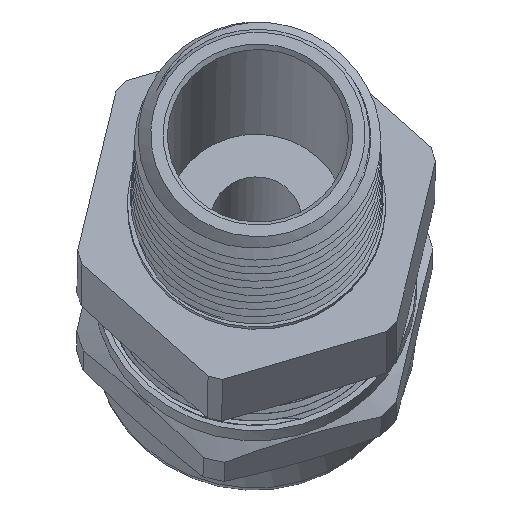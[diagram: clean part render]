
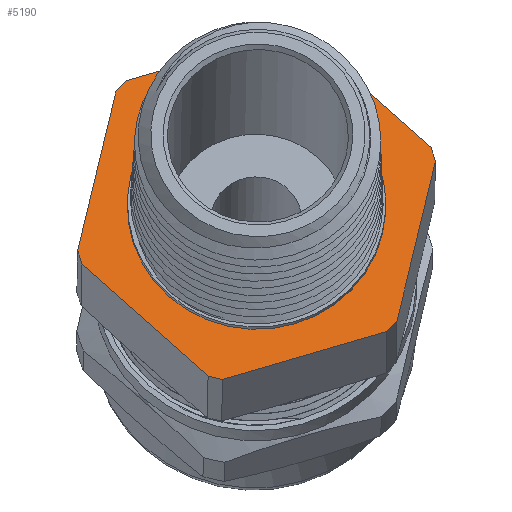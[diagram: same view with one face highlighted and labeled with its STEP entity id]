
A CAD part, left-side view. The second image highlights one B-rep face of the part: STEP entity #5190.
In plain terms, the highlighted face is planar.
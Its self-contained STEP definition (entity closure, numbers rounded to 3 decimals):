
#182=FACE_BOUND('',#1088,.T.);
#474=CIRCLE('',#5907,8.68);
#774=FACE_OUTER_BOUND('',#1087,.T.);
#1087=EDGE_LOOP('',(#4584,#4585,#4586,#4587,#4588,#4589,#4590,#4591,#4592,
#4593,#4594,#4595));
#1088=EDGE_LOOP('',(#4596));
#1479=LINE('',#12137,#1661);
#1481=LINE('',#12144,#1663);
#1483=LINE('',#12154,#1665);
#1485=LINE('',#12161,#1667);
#1487=LINE('',#12171,#1669);
#1489=LINE('',#12178,#1671);
#1492=LINE('',#12194,#1674);
#1494=LINE('',#12207,#1676);
#1497=LINE('',#12221,#1679);
#1499=LINE('',#12225,#1681);
#1500=LINE('',#12228,#1682);
#1501=LINE('',#12231,#1683);
#1661=VECTOR('',#7342,10.);
#1663=VECTOR('',#7346,10.);
#1665=VECTOR('',#7352,10.);
#1667=VECTOR('',#7356,10.);
#1669=VECTOR('',#7362,10.);
#1671=VECTOR('',#7366,10.);
#1674=VECTOR('',#7371,10.);
#1676=VECTOR('',#7375,10.);
#1679=VECTOR('',#7380,10.);
#1681=VECTOR('',#7386,10.);
#1682=VECTOR('',#7391,10.);
#1683=VECTOR('',#7396,10.);
#2287=VERTEX_POINT('',#12134);
#2288=VERTEX_POINT('',#12136);
#2289=VERTEX_POINT('',#12143);
#2292=VERTEX_POINT('',#12153);
#2293=VERTEX_POINT('',#12160);
#2296=VERTEX_POINT('',#12170);
#2297=VERTEX_POINT('',#12177);
#2300=VERTEX_POINT('',#12192);
#2303=VERTEX_POINT('',#12204);
#2304=VERTEX_POINT('',#12206);
#2307=VERTEX_POINT('',#12218);
#2308=VERTEX_POINT('',#12220);
#2309=VERTEX_POINT('',#12239);
#3045=EDGE_CURVE('',#2288,#2287,#1479,.T.);
#3048=EDGE_CURVE('',#2289,#2288,#1481,.T.);
#3052=EDGE_CURVE('',#2292,#2289,#1483,.T.);
#3055=EDGE_CURVE('',#2293,#2292,#1485,.T.);
#3059=EDGE_CURVE('',#2296,#2293,#1487,.T.);
#3062=EDGE_CURVE('',#2297,#2296,#1489,.T.);
#3068=EDGE_CURVE('',#2287,#2300,#1492,.T.);
#3072=EDGE_CURVE('',#2304,#2303,#1494,.T.);
#3077=EDGE_CURVE('',#2308,#2307,#1497,.T.);
#3080=EDGE_CURVE('',#2307,#2297,#1499,.T.);
#3082=EDGE_CURVE('',#2303,#2308,#1500,.T.);
#3084=EDGE_CURVE('',#2300,#2304,#1501,.T.);
#3085=EDGE_CURVE('',#2309,#2309,#474,.T.);
#4584=ORIENTED_EDGE('',*,*,#3059,.T.);
#4585=ORIENTED_EDGE('',*,*,#3055,.T.);
#4586=ORIENTED_EDGE('',*,*,#3052,.T.);
#4587=ORIENTED_EDGE('',*,*,#3048,.T.);
#4588=ORIENTED_EDGE('',*,*,#3045,.T.);
#4589=ORIENTED_EDGE('',*,*,#3068,.T.);
#4590=ORIENTED_EDGE('',*,*,#3084,.T.);
#4591=ORIENTED_EDGE('',*,*,#3072,.T.);
#4592=ORIENTED_EDGE('',*,*,#3082,.T.);
#4593=ORIENTED_EDGE('',*,*,#3077,.T.);
#4594=ORIENTED_EDGE('',*,*,#3080,.T.);
#4595=ORIENTED_EDGE('',*,*,#3062,.T.);
#4596=ORIENTED_EDGE('',*,*,#3085,.T.);
#4920=PLANE('',#5919);
#5190=ADVANCED_FACE('',(#774,#182),#4920,.T.);
#5907=AXIS2_PLACEMENT_3D('',#12240,#7411,#7412);
#5919=AXIS2_PLACEMENT_3D('',#12257,#7435,#7436);
#7342=DIRECTION('',(0.,0.,-1.));
#7346=DIRECTION('',(0.,-0.5,-0.866));
#7352=DIRECTION('',(0.,-0.866,-0.5));
#7356=DIRECTION('',(0.,-1.,0.));
#7362=DIRECTION('',(0.,-0.866,0.5));
#7366=DIRECTION('',(0.,-0.5,0.866));
#7371=DIRECTION('',(0.,0.5,-0.866));
#7375=DIRECTION('',(0.,1.,0.));
#7380=DIRECTION('',(0.,0.5,0.866));
#7386=DIRECTION('',(0.,0.,1.));
#7391=DIRECTION('',(0.,0.866,0.5));
#7396=DIRECTION('',(0.,0.866,-0.5));
#7411=DIRECTION('center_axis',(-1.,0.,0.));
#7412=DIRECTION('ref_axis',(0.,1.,0.));
#7435=DIRECTION('center_axis',(1.,0.,0.));
#7436=DIRECTION('ref_axis',(0.,0.,-1.));
#12134=CARTESIAN_POINT('',(-16.,-12.415,-0.496));
#12136=CARTESIAN_POINT('',(-16.,-12.415,0.496));
#12137=CARTESIAN_POINT('',(-16.,-12.415,0.248));
#12143=CARTESIAN_POINT('',(-16.,-6.637,10.504));
#12144=CARTESIAN_POINT('',(-16.,-7.094,9.713));
#12153=CARTESIAN_POINT('',(-16.,-5.778,11.));
#12154=CARTESIAN_POINT('',(-16.,-3.028,12.587));
#12160=CARTESIAN_POINT('',(-16.,5.778,11.));
#12161=CARTESIAN_POINT('',(-16.,6.841,11.));
#12170=CARTESIAN_POINT('',(-16.,6.637,10.504));
#12171=CARTESIAN_POINT('',(-16.,9.387,8.916));
#12177=CARTESIAN_POINT('',(-16.,12.415,0.496));
#12178=CARTESIAN_POINT('',(-16.,11.959,1.287));
#12192=CARTESIAN_POINT('',(-16.,-6.637,-10.504));
#12194=CARTESIAN_POINT('',(-16.,-9.983,-4.71));
#12204=CARTESIAN_POINT('',(-16.,5.778,-11.));
#12206=CARTESIAN_POINT('',(-16.,-5.778,-11.));
#12207=CARTESIAN_POINT('',(-16.,1.064,-11.));
#12218=CARTESIAN_POINT('',(-16.,12.415,-0.496));
#12220=CARTESIAN_POINT('',(-16.,6.637,-10.504));
#12221=CARTESIAN_POINT('',(-16.,9.07,-6.29));
#12225=CARTESIAN_POINT('',(-16.,12.415,-0.248));
#12228=CARTESIAN_POINT('',(-16.,8.957,-9.164));
#12231=CARTESIAN_POINT('',(-16.,-3.458,-12.339));
#12239=CARTESIAN_POINT('',(-16.,8.68,0.));
#12240=CARTESIAN_POINT('Origin',(-16.,0.,0.));
#12257=CARTESIAN_POINT('Origin',(-16.,7.905,0.));
